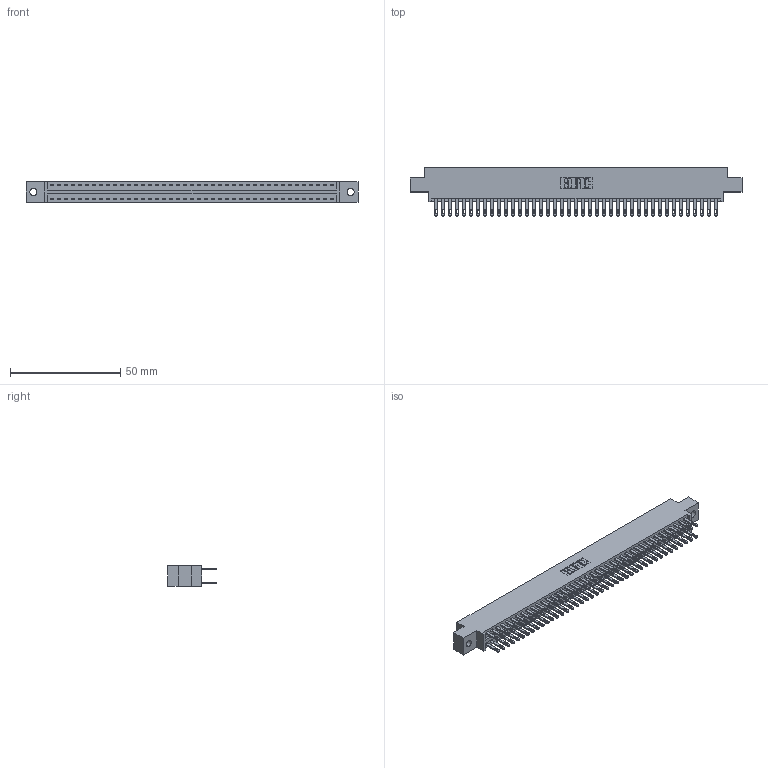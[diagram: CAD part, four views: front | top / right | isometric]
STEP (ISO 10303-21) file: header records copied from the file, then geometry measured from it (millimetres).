
FILE_DESCRIPTION (( 'STEP AP203' ), '1' );
FILE_NAME ('896-082-500-802.STEP', '2021-07-28T02:14:49', ( '' ), ( '' ), 'SwSTEP 2.0', 'SolidWorks 2020', '' );
FILE_SCHEMA (( 'CONFIG_CONTROL_DESIGN' ));
Length unit declared in the file: inch
Products named in the file (3): 345-292-001_345-293-100; 846 Part_0.170 Offset - 0.128 Dia; 896-082-500-802
Assembly tree (83 placements, depth 2):
  896-082-500-802
    846 Part_0.170 Offset - 0.128 Dia
    345-292-001_345-293-100  x82
Bounding box: 150.75 x 21.84 x 9.4 mm (x, y, z)
Volume: 14751.4 mm3; surface area: 21029.7 mm2
Topology: 83 solids, 83 shells, 4062 faces, 12395 edges, 8262 vertices
Faces by surface type: plane 2458, cylinder 1604
Entity records: 26957 total; most frequent: CARTESIAN_POINT 4444, ORIENTED_EDGE 4378, DIRECTION 3969, EDGE_CURVE 2189, VECTOR 1889, LINE 1889, VERTEX_POINT 1458, AXIS2_PLACEMENT_3D 1040
